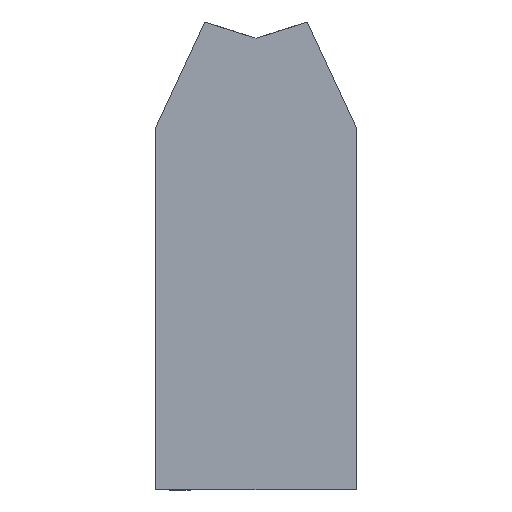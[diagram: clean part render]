
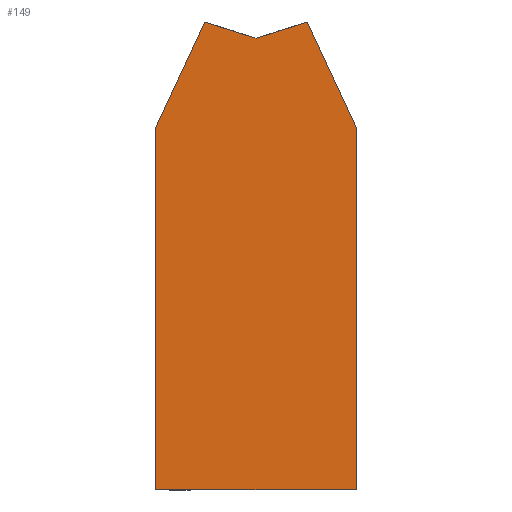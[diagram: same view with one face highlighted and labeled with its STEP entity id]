
A CAD part, front view. The second image highlights one B-rep face of the part: STEP entity #149.
In plain terms, the highlighted planar face has unit normal (0, -1, 0).
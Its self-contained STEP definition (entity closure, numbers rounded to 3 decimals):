
#149 = ADVANCED_FACE( '', ( #342 ), #343, .T. );
#342 = FACE_OUTER_BOUND( '', #540, .T. );
#343 = PLANE( '', #541 );
#540 = EDGE_LOOP( '', ( #845, #846, #847, #848, #849, #850, #851 ) );
#541 = AXIS2_PLACEMENT_3D( '', #852, #853, #854 );
#845 = ORIENTED_EDGE( '', *, *, #1014, .T. );
#846 = ORIENTED_EDGE( '', *, *, #958, .T. );
#847 = ORIENTED_EDGE( '', *, *, #978, .T. );
#848 = ORIENTED_EDGE( '', *, *, #942, .T. );
#849 = ORIENTED_EDGE( '', *, *, #1015, .T. );
#850 = ORIENTED_EDGE( '', *, *, #903, .T. );
#851 = ORIENTED_EDGE( '', *, *, #928, .T. );
#852 = CARTESIAN_POINT( '', ( -12.5, 0., 0. ) );
#853 = DIRECTION( '', ( 0., -1., 0. ) );
#854 = DIRECTION( '', ( 0., 0., -1. ) );
#903 = EDGE_CURVE( '', #1029, #1027, #1030, .T. );
#928 = EDGE_CURVE( '', #1027, #1072, #1073, .T. );
#942 = EDGE_CURVE( '', #1094, #1095, #1096, .T. );
#958 = EDGE_CURVE( '', #1121, #1122, #1123, .T. );
#978 = EDGE_CURVE( '', #1122, #1094, #1152, .T. );
#1014 = EDGE_CURVE( '', #1072, #1121, #1201, .T. );
#1015 = EDGE_CURVE( '', #1095, #1029, #1202, .T. );
#1027 = VERTEX_POINT( '', #1217 );
#1029 = VERTEX_POINT( '', #1220 );
#1030 = LINE( '', #1221, #1222 );
#1072 = VERTEX_POINT( '', #1268 );
#1073 = LINE( '', #1269, #1270 );
#1094 = VERTEX_POINT( '', #1293 );
#1095 = VERTEX_POINT( '', #1294 );
#1096 = LINE( '', #1295, #1296 );
#1121 = VERTEX_POINT( '', #1324 );
#1122 = VERTEX_POINT( '', #1325 );
#1123 = LINE( '', #1326, #1327 );
#1152 = LINE( '', #1359, #1360 );
#1201 = LINE( '', #1412, #1413 );
#1202 = LINE( '', #1414, #1415 );
#1217 = CARTESIAN_POINT( '', ( -6.394, 0., 58.288 ) );
#1220 = CARTESIAN_POINT( '', ( 0., 0., 56.272 ) );
#1221 = CARTESIAN_POINT( '', ( 0., 0., 56.272 ) );
#1222 = VECTOR( '', #1425, 1000. );
#1268 = CARTESIAN_POINT( '', ( -12.5, 0., 45.194 ) );
#1269 = CARTESIAN_POINT( '', ( -6.394, 0., 58.288 ) );
#1270 = VECTOR( '', #1472, 1000. );
#1293 = CARTESIAN_POINT( '', ( 12.5, 0., 45.194 ) );
#1294 = CARTESIAN_POINT( '', ( 6.394, 0., 58.288 ) );
#1295 = CARTESIAN_POINT( '', ( 12.5, 0., 45.194 ) );
#1296 = VECTOR( '', #1493, 1000. );
#1324 = CARTESIAN_POINT( '', ( -12.5, 0., 0. ) );
#1325 = CARTESIAN_POINT( '', ( 12.5, 0., 0. ) );
#1326 = CARTESIAN_POINT( '', ( -12.5, 0., 0. ) );
#1327 = VECTOR( '', #1521, 1000. );
#1359 = CARTESIAN_POINT( '', ( 12.5, 0., 0. ) );
#1360 = VECTOR( '', #1555, 1000. );
#1412 = CARTESIAN_POINT( '', ( -12.5, 0., 45.194 ) );
#1413 = VECTOR( '', #1598, 1000. );
#1414 = CARTESIAN_POINT( '', ( 6.394, 0., 58.288 ) );
#1415 = VECTOR( '', #1599, 1000. );
#1425 = DIRECTION( '', ( -0.954, 0., 0.301 ) );
#1472 = DIRECTION( '', ( -0.423, 0., -0.906 ) );
#1493 = DIRECTION( '', ( -0.423, 0., 0.906 ) );
#1521 = DIRECTION( '', ( 1., 0., 0. ) );
#1555 = DIRECTION( '', ( 0., 0., 1. ) );
#1598 = DIRECTION( '', ( 0., 0., -1. ) );
#1599 = DIRECTION( '', ( -0.954, 0., -0.301 ) );
